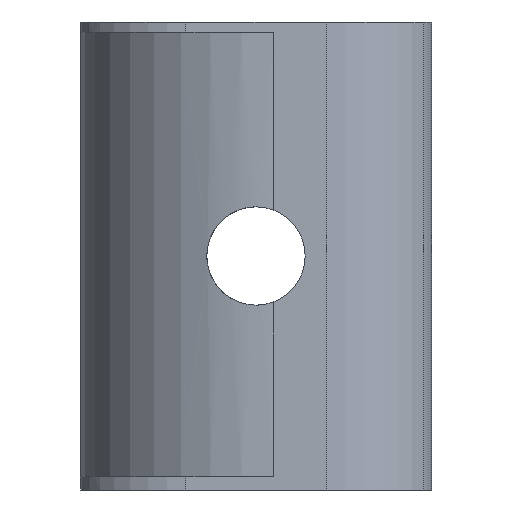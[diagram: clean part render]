
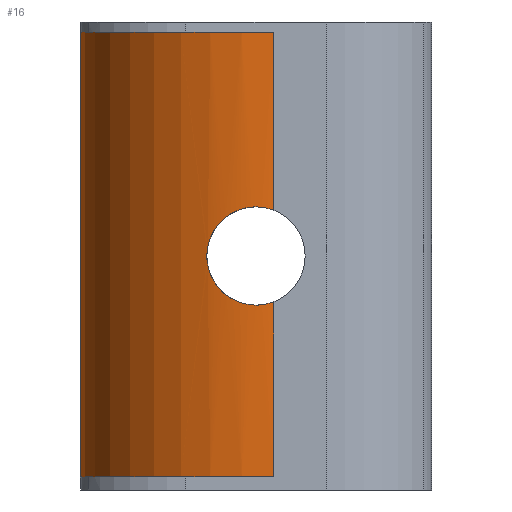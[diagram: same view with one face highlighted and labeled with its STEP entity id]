
A CAD part, front view. The second image highlights one B-rep face of the part: STEP entity #16.
In plain terms, the highlighted cylindrical face has radius 7.921 mm (diameter 15.843 mm), a partial arc.
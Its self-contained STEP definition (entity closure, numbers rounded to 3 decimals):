
#16 = ADVANCED_FACE ( 'NONE', ( #860 ), #656, .T. ) ;
#17 = CARTESIAN_POINT ( 'NONE',  ( 0.421, -2.436, 19.571 ) ) ;
#19 = CARTESIAN_POINT ( 'NONE',  ( -1.053, -10.22, 11.822 ) ) ;
#33 = CARTESIAN_POINT ( 'NONE',  ( -2.1, -9.946, 9.86 ) ) ;
#45 = CARTESIAN_POINT ( 'NONE',  ( 0.754, -10.351, 11.96 ) ) ;
#49 = CARTESIAN_POINT ( 'NONE',  ( 0.513, -10.361, 12.053 ) ) ;
#50 = CARTESIAN_POINT ( 'NONE',  ( 0.258, -10.357, 7.912 ) ) ;
#52 = DIRECTION ( 'NONE',  ( -1., 0., 0. ) ) ;
#71 = EDGE_LOOP ( 'NONE', ( #607, #419, #290, #736, #1155, #1032, #99, #537 ) ) ;
#99 = ORIENTED_EDGE ( 'NONE', *, *, #390, .T. ) ;
#101 = CARTESIAN_POINT ( 'NONE',  ( 0., -10.346, 7.9 ) ) ;
#121 = CARTESIAN_POINT ( 'NONE',  ( -1.386, -10.149, 11.583 ) ) ;
#139 = AXIS2_PLACEMENT_3D ( 'NONE', #17, #640, #203 ) ;
#155 = DIRECTION ( 'NONE',  ( 0., 0., 1. ) ) ;
#178 = DIRECTION ( 'NONE',  ( -1., 0., 0. ) ) ;
#186 = DIRECTION ( 'NONE',  ( 0., 0., 1. ) ) ;
#203 = DIRECTION ( 'NONE',  ( -1., 0., 0. ) ) ;
#206 = CARTESIAN_POINT ( 'NONE',  ( -0.553, -10.302, 12.044 ) ) ;
#221 = CARTESIAN_POINT ( 'NONE',  ( 0., -10.346, 7.9 ) ) ;
#224 = VERTEX_POINT ( 'NONE', #1081 ) ;
#250 = EDGE_CURVE ( 'NONE', #929, #816, #501, .T. ) ;
#255 = DIRECTION ( 'NONE',  ( 0., 0., -1. ) ) ;
#277 = CARTESIAN_POINT ( 'NONE',  ( -1.291, -10.173, 8.322 ) ) ;
#286 = CARTESIAN_POINT ( 'NONE',  ( -1.885, -10.015, 10.936 ) ) ;
#290 = ORIENTED_EDGE ( 'NONE', *, *, #513, .T. ) ;
#302 = VERTEX_POINT ( 'NONE', #472 ) ;
#363 = AXIS2_PLACEMENT_3D ( 'NONE', #485, #581, #52 ) ;
#373 = CARTESIAN_POINT ( 'NONE',  ( -2.032, -9.968, 9.452 ) ) ;
#390 = EDGE_CURVE ( 'NONE', #816, #722, #869, .T. ) ;
#419 = ORIENTED_EDGE ( 'NONE', *, *, #788, .T. ) ;
#422 = AXIS2_PLACEMENT_3D ( 'NONE', #710, #255, #178 ) ;
#426 = LINE ( 'NONE', #887, #671 ) ;
#436 = CARTESIAN_POINT ( 'NONE',  ( -0.139, -10.339, 7.9 ) ) ;
#452 = CARTESIAN_POINT ( 'NONE',  ( -1.832, -10.031, 8.938 ) ) ;
#453 = VERTEX_POINT ( 'NONE', #967 ) ;
#457 = CARTESIAN_POINT ( 'NONE',  ( -1.281, -10.174, 11.67 ) ) ;
#458 = CARTESIAN_POINT ( 'NONE',  ( -2.1, -9.946, 10.138 ) ) ;
#472 = CARTESIAN_POINT ( 'NONE',  ( -7.489, -2.869, 0.571 ) ) ;
#484 = CARTESIAN_POINT ( 'NONE',  ( 0.51, -10.358, 7.959 ) ) ;
#485 = CARTESIAN_POINT ( 'NONE',  ( 0.421, -2.436, 0.571 ) ) ;
#488 = CARTESIAN_POINT ( 'NONE',  ( 0.754, -10.351, 8.04 ) ) ;
#490 = CIRCLE ( 'NONE', #363, 7.922 ) ;
#493 = CARTESIAN_POINT ( 'NONE',  ( 0.754, -10.351, 19.571 ) ) ;
#499 = DIRECTION ( 'NONE',  ( 0., 0., -1. ) ) ;
#501 = B_SPLINE_CURVE_WITH_KNOTS ( 'NONE', 3,
 ( #578, #1099, #49, #45 ),
 .UNSPECIFIED., .F., .F.,
 ( 4, 4 ),
 ( 0.007, 0.008 ),
 .UNSPECIFIED. ) ;
#513 = EDGE_CURVE ( 'NONE', #224, #641, #426, .T. ) ;
#533 = VERTEX_POINT ( 'NONE', #807 ) ;
#537 = ORIENTED_EDGE ( 'NONE', *, *, #686, .T. ) ;
#540 = CARTESIAN_POINT ( 'NONE',  ( 0., -10.346, 12.1 ) ) ;
#546 = VECTOR ( 'NONE', #155, 1000. ) ;
#559 = CARTESIAN_POINT ( 'NONE',  ( -0.931, -10.242, 11.887 ) ) ;
#578 = CARTESIAN_POINT ( 'NONE',  ( 0., -10.346, 12.1 ) ) ;
#581 = DIRECTION ( 'NONE',  ( 0., 0., 1. ) ) ;
#582 = B_SPLINE_CURVE_WITH_KNOTS ( 'NONE', 3,
 ( #488, #1121, #484, #50, #584, #221 ),
 .UNSPECIFIED., .F., .F.,
 ( 4, 2, 4 ),
 ( 0., 0., 0.001 ),
 .UNSPECIFIED. ) ;
#584 = CARTESIAN_POINT ( 'NONE',  ( 0.129, -10.353, 7.9 ) ) ;
#607 = ORIENTED_EDGE ( 'NONE', *, *, #882, .T. ) ;
#616 = VECTOR ( 'NONE', #499, 1000. ) ;
#624 = CARTESIAN_POINT ( 'NONE',  ( -1.059, -10.222, 8.166 ) ) ;
#640 = DIRECTION ( 'NONE',  ( 0., 0., -1. ) ) ;
#641 = VERTEX_POINT ( 'NONE', #1003 ) ;
#650 = CARTESIAN_POINT ( 'NONE',  ( -2.032, -9.968, 10.548 ) ) ;
#656 = CYLINDRICAL_SURFACE ( 'NONE', #422, 7.922 ) ;
#671 = VECTOR ( 'NONE', #186, 1000. ) ;
#684 = CARTESIAN_POINT ( 'NONE',  ( -7.489, -2.869, 19.571 ) ) ;
#686 = EDGE_CURVE ( 'NONE', #722, #533, #953, .T. ) ;
#710 = CARTESIAN_POINT ( 'NONE',  ( 0.421, -2.436, 19.571 ) ) ;
#711 = CARTESIAN_POINT ( 'NONE',  ( -0.276, -10.328, 7.914 ) ) ;
#722 = VERTEX_POINT ( 'NONE', #1089 ) ;
#736 = ORIENTED_EDGE ( 'NONE', *, *, #1106, .T. ) ;
#777 = CARTESIAN_POINT ( 'NONE',  ( 0.754, -10.351, 11.96 ) ) ;
#788 = EDGE_CURVE ( 'NONE', #302, #224, #490, .T. ) ;
#804 = CARTESIAN_POINT ( 'NONE',  ( -0.546, -10.3, 7.968 ) ) ;
#807 = CARTESIAN_POINT ( 'NONE',  ( -7.489, -2.869, 19.571 ) ) ;
#811 = LINE ( 'NONE', #684, #616 ) ;
#816 = VERTEX_POINT ( 'NONE', #777 ) ;
#822 = CARTESIAN_POINT ( 'NONE',  ( -0.275, -10.332, 12.1 ) ) ;
#830 = CARTESIAN_POINT ( 'NONE',  ( -2.086, -9.951, 10.278 ) ) ;
#860 = FACE_OUTER_BOUND ( 'NONE', #71, .T. ) ;
#869 = LINE ( 'NONE', #493, #546 ) ;
#882 = EDGE_CURVE ( 'NONE', #533, #302, #811, .T. ) ;
#887 = CARTESIAN_POINT ( 'NONE',  ( 0.754, -10.351, 19.571 ) ) ;
#897 = CARTESIAN_POINT ( 'NONE',  ( -1.676, -10.078, 8.706 ) ) ;
#911 = CARTESIAN_POINT ( 'NONE',  ( -1.579, -10.102, 11.391 ) ) ;
#917 = CARTESIAN_POINT ( 'NONE',  ( -1.992, -9.982, 10.68 ) ) ;
#929 = VERTEX_POINT ( 'NONE', #540 ) ;
#953 = CIRCLE ( 'NONE', #139, 7.922 ) ;
#967 = CARTESIAN_POINT ( 'NONE',  ( 0., -10.346, 7.9 ) ) ;
#999 = CARTESIAN_POINT ( 'NONE',  ( -1.82, -10.035, 11.057 ) ) ;
#1003 = CARTESIAN_POINT ( 'NONE',  ( 0.754, -10.351, 8.04 ) ) ;
#1004 = CARTESIAN_POINT ( 'NONE',  ( -2.086, -9.951, 9.723 ) ) ;
#1030 = EDGE_CURVE ( 'NONE', #453, #929, #1124, .T. ) ;
#1032 = ORIENTED_EDGE ( 'NONE', *, *, #250, .T. ) ;
#1071 = CARTESIAN_POINT ( 'NONE',  ( -0.68, -10.282, 8.008 ) ) ;
#1077 = CARTESIAN_POINT ( 'NONE',  ( -1.991, -9.982, 9.318 ) ) ;
#1081 = CARTESIAN_POINT ( 'NONE',  ( 0.754, -10.351, 0.571 ) ) ;
#1087 = CARTESIAN_POINT ( 'NONE',  ( -1.668, -10.078, 11.284 ) ) ;
#1089 = CARTESIAN_POINT ( 'NONE',  ( 0.754, -10.351, 19.571 ) ) ;
#1091 = CARTESIAN_POINT ( 'NONE',  ( 0., -10.346, 12.1 ) ) ;
#1099 = CARTESIAN_POINT ( 'NONE',  ( 0.255, -10.36, 12.1 ) ) ;
#1106 = EDGE_CURVE ( 'NONE', #641, #453, #582, .T. ) ;
#1121 = CARTESIAN_POINT ( 'NONE',  ( 0.633, -10.356, 7.994 ) ) ;
#1124 = B_SPLINE_CURVE_WITH_KNOTS ( 'NONE', 3,
 ( #101, #436, #711, #804, #1071, #624, #277, #897, #452, #1077, #373, #1004, #33, #458, #830, #650, #917, #286, #999, #1087, #911, #121, #457, #19, #559, #206, #822, #1091 ),
 .UNSPECIFIED., .F., .F.,
 ( 4, 2, 2, 2, 2, 2, 2, 2, 2, 2, 2, 2, 2, 4 ),
 ( 0.001, 0.001, 0.002, 0.002, 0.003, 0.004, 0.004, 0.004, 0.005, 0.005, 0.006, 0.006, 0.007, 0.007 ),
 .UNSPECIFIED. ) ;
#1155 = ORIENTED_EDGE ( 'NONE', *, *, #1030, .T. ) ;
